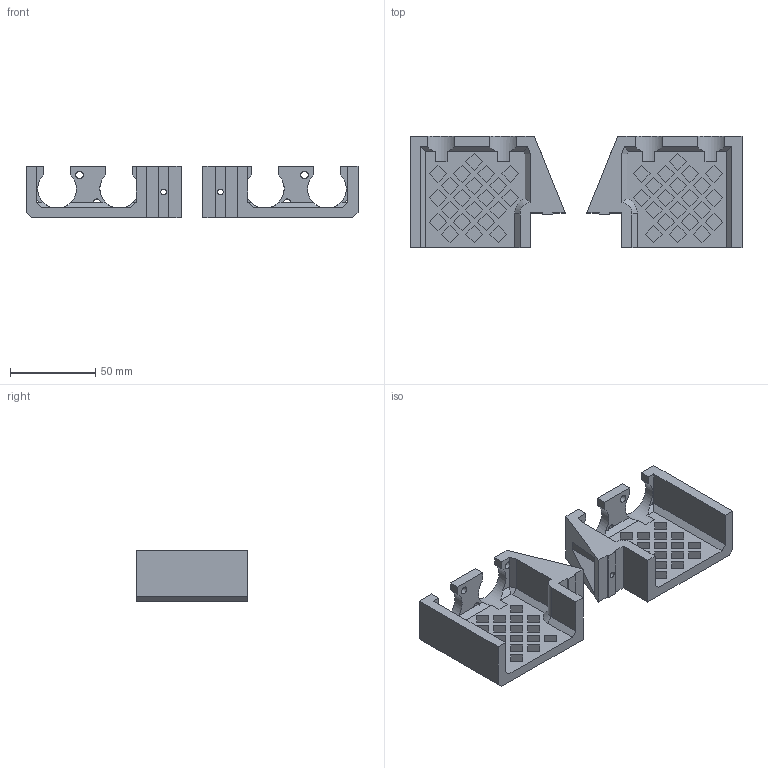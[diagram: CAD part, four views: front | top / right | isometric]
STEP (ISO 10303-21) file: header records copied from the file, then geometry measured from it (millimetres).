
FILE_DESCRIPTION(('FreeCAD Model'),'2;1');
FILE_NAME('Open CASCADE Shape Model','2024-02-23T15:40:07',(''),(''), 'Open CASCADE STEP processor 7.6','FreeCAD','Unknown');
FILE_SCHEMA(('AUTOMOTIVE_DESIGN { 1 0 10303 214 1 1 1 1 }'));
Length unit declared in the file: millimetre
Products named in the file (3): XLR_Mount_v0_3; XLR_Panel_L; XLR_Panel_R
Assembly tree (2 placements, depth 2):
  XLR_Mount_v0_3
    XLR_Panel_L
    XLR_Panel_R
Bounding box: 194.36 x 65.4 x 30 mm (x, y, z)
Volume: 104984.1 mm3; surface area: 48612.2 mm2
Topology: 2 solids, 2 shells, 314 faces, 794 edges, 522 vertices
Faces by surface type: plane 296, cylinder 16, cone 2
Full cylindrical faces by diameter (mm): 3.4 x2, 4.5 x8
Entity records: 19816 total; most frequent: CARTESIAN_POINT 3453, DIRECTION 3040, LINE 2246, VECTOR 2246, ORIENTED_EDGE 1588, PCURVE 1588, DEFINITIONAL_REPRESENTATION 1588, EDGE_CURVE 794
